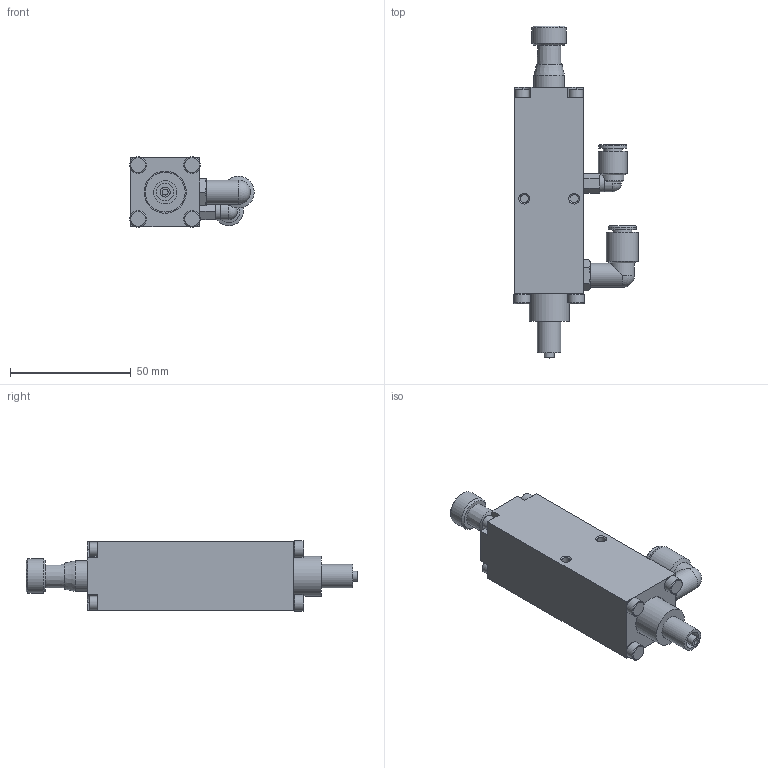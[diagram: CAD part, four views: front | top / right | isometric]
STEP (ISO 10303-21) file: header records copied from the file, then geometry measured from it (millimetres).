
FILE_DESCRIPTION (( 'STEP AP203' ), '1' );
FILE_NAME ('T15988.STEP', '2016-09-08T15:08:19', ( '' ), ( '' ), 'SwSTEP 2.0', 'SolidWorks 2015', '' );
FILE_SCHEMA (( 'CONFIG_CONTROL_DESIGN' ));
Length unit declared in the file: inch
Products named in the file (1): T15988
Bounding box: 51.56 x 137.5 x 29.21 mm (x, y, z)
Volume: 81282.9 mm3; surface area: 17489.2 mm2
Topology: 1 solids, 1 shells, 147 faces, 323 edges, 202 vertices
Faces by surface type: plane 69, cylinder 38, cone 30, bspline 4, torus 4, sphere 2
Full cylindrical faces by diameter (mm): 2.388 x1, 3.454 x4, 4.064 x1, 5.74 x4, 6.35 x2, 6.858 x4, 7 x1, 7.239 x1, 7.85 x2, 9.2 x1, 9.703 x1, 10 x2, 11.6 x2, 12 x1, 12.7 x1, 13.2 x1, 14.288 x1, 16.51 x1, 17.463 x1
Entity records: 3823 total; most frequent: CARTESIAN_POINT 847, DIRECTION 613, ORIENTED_EDGE 492, AXIS2_PLACEMENT_3D 259, EDGE_CURVE 246, EDGE_LOOP 237, VERTEX_POINT 189, FACE_OUTER_BOUND 187
